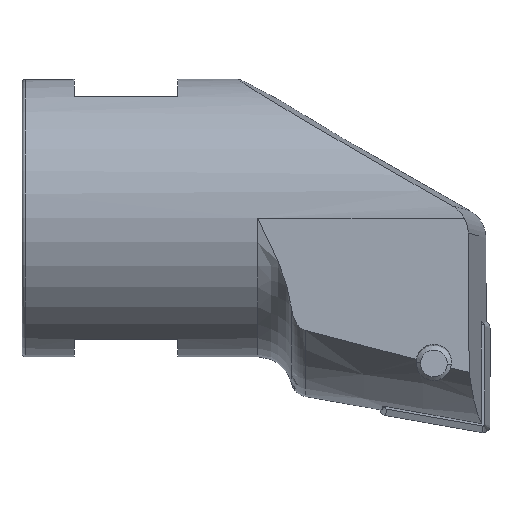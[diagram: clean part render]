
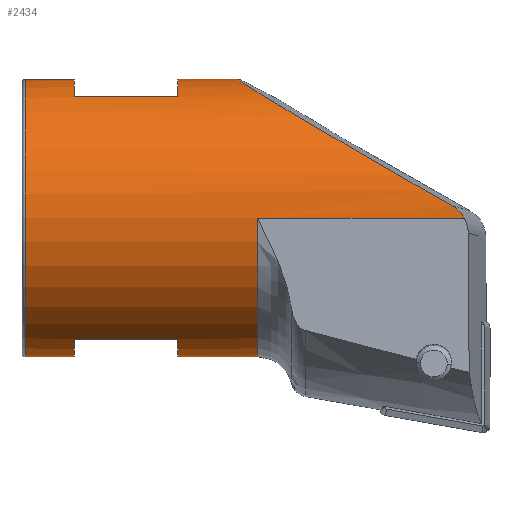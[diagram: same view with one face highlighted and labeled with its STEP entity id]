
A CAD part, front view. The second image highlights one B-rep face of the part: STEP entity #2434.
In plain terms, the highlighted cylindrical face has radius 8 mm (diameter 16 mm), a partial arc.
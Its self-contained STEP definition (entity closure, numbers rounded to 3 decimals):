
#39 = CARTESIAN_POINT ( 'NONE',  ( -26.8, 0., 20.375 ) ) ;
#61 = VECTOR ( 'NONE', #1199, 1000. ) ;
#67 = LINE ( 'NONE', #1948, #61 ) ;
#77 = ORIENTED_EDGE ( 'NONE', *, *, #2829, .T. ) ;
#100 = CARTESIAN_POINT ( 'NONE',  ( -1.661, -7.996, 12.652 ) ) ;
#115 = DIRECTION ( 'NONE',  ( 0., 0., 1. ) ) ;
#121 = CARTESIAN_POINT ( 'NONE',  ( -14.51, 0., 20.375 ) ) ;
#146 = DIRECTION ( 'NONE',  ( -1., 0., 0. ) ) ;
#246 = EDGE_CURVE ( 'NONE', #2745, #690, #67, .T. ) ;
#255 = CIRCLE ( 'NONE', #2365, 8. ) ;
#297 = CARTESIAN_POINT ( 'NONE',  ( -1.562, -8., 12.521 ) ) ;
#334 = CARTESIAN_POINT ( 'NONE',  ( -13.4, 0., 4.375 ) ) ;
#384 = LINE ( 'NONE', #3079, #3100 ) ;
#494 = VECTOR ( 'NONE', #1003, 1000. ) ;
#526 = DIRECTION ( 'NONE',  ( 0., 0., -1. ) ) ;
#654 = LINE ( 'NONE', #2272, #3595 ) ;
#657 = DIRECTION ( 'NONE',  ( -1., 0., 0. ) ) ;
#688 = CARTESIAN_POINT ( 'NONE',  ( -24., -3.873, 19.375 ) ) ;
#690 = VERTEX_POINT ( 'NONE', #1771 ) ;
#705 = ORIENTED_EDGE ( 'NONE', *, *, #2169, .F. ) ;
#802 = DIRECTION ( 'NONE',  ( 1., 0., 0. ) ) ;
#804 = ORIENTED_EDGE ( 'NONE', *, *, #3937, .T. ) ;
#810 = AXIS2_PLACEMENT_3D ( 'NONE', #1559, #802, #3094 ) ;
#887 = CARTESIAN_POINT ( 'NONE',  ( -2.169, -7.97, 13.072 ) ) ;
#898 = VERTEX_POINT ( 'NONE', #4555 ) ;
#915 = CARTESIAN_POINT ( 'NONE',  ( -2.169, -7.97, 13.072 ) ) ;
#918 = CARTESIAN_POINT ( 'NONE',  ( -9.791, -7.589, 17.424 ) ) ;
#930 = ORIENTED_EDGE ( 'NONE', *, *, #246, .T. ) ;
#975 = CARTESIAN_POINT ( 'NONE',  ( -23.678, -8., 12.375 ) ) ;
#991 = CARTESIAN_POINT ( 'NONE',  ( -13.4, 0., 12.375 ) ) ;
#1003 = DIRECTION ( 'NONE',  ( -1., 0., 0. ) ) ;
#1016 = CARTESIAN_POINT ( 'NONE',  ( -14.778, -4.368, 20.375 ) ) ;
#1030 = CARTESIAN_POINT ( 'NONE',  ( -14.51, 0., 20.375 ) ) ;
#1047 = CARTESIAN_POINT ( 'NONE',  ( -13.4, -8., 12.375 ) ) ;
#1063 = ORIENTED_EDGE ( 'NONE', *, *, #1727, .T. ) ;
#1087 = ORIENTED_EDGE ( 'NONE', *, *, #2084, .T. ) ;
#1152 = VECTOR ( 'NONE', #3213, 1000. ) ;
#1199 = DIRECTION ( 'NONE',  ( -1., 0., 0. ) ) ;
#1278 = VERTEX_POINT ( 'NONE', #3432 ) ;
#1397 = CARTESIAN_POINT ( 'NONE',  ( -18., 0., 12.375 ) ) ;
#1402 = CIRCLE ( 'NONE', #4533, 8. ) ;
#1414 = VECTOR ( 'NONE', #1899, 1000. ) ;
#1489 = VECTOR ( 'NONE', #3241, 1000. ) ;
#1559 = CARTESIAN_POINT ( 'NONE',  ( -24., 0., 12.375 ) ) ;
#1654 = DIRECTION ( 'NONE',  ( -1., 0., 0. ) ) ;
#1726 = CIRCLE ( 'NONE', #3756, 8. ) ;
#1727 = EDGE_CURVE ( 'NONE', #3097, #1745, #4720, .T. ) ;
#1745 = VERTEX_POINT ( 'NONE', #1047 ) ;
#1757 = CARTESIAN_POINT ( 'NONE',  ( -28.597, 0., 12.375 ) ) ;
#1766 = DIRECTION ( 'NONE',  ( -1., 0., 0. ) ) ;
#1771 = CARTESIAN_POINT ( 'NONE',  ( -18., 0., 20.375 ) ) ;
#1795 = DIRECTION ( 'NONE',  ( 0., 0., 1. ) ) ;
#1814 = VERTEX_POINT ( 'NONE', #3966 ) ;
#1816 = B_SPLINE_CURVE_WITH_KNOTS ( 'NONE', 3,
 ( #3758, #297, #100, #3749, #3742, #3731 ),
 .UNSPECIFIED., .F., .F.,
 ( 4, 2, 4 ),
 ( 0., 0., 0.001 ),
 .UNSPECIFIED. ) ;
#1824 = VERTEX_POINT ( 'NONE', #39 ) ;
#1899 = DIRECTION ( 'NONE',  ( -1., 0., 0. ) ) ;
#1906 = CARTESIAN_POINT ( 'NONE',  ( -28.597, 0., 20.375 ) ) ;
#1922 = DIRECTION ( 'NONE',  ( -1., 0., 0. ) ) ;
#1948 = CARTESIAN_POINT ( 'NONE',  ( -28.597, 0., 20.375 ) ) ;
#2084 = EDGE_CURVE ( 'NONE', #3638, #4109, #1816, .T. ) ;
#2143 = ORIENTED_EDGE ( 'NONE', *, *, #3071, .F. ) ;
#2169 = EDGE_CURVE ( 'NONE', #3608, #3448, #2703, .T. ) ;
#2235 = LINE ( 'NONE', #3240, #1152 ) ;
#2272 = CARTESIAN_POINT ( 'NONE',  ( -28.597, 0., 4.375 ) ) ;
#2365 = AXIS2_PLACEMENT_3D ( 'NONE', #1397, #657, #115 ) ;
#2410 = EDGE_CURVE ( 'NONE', #898, #1824, #4554, .T. ) ;
#2434 = ADVANCED_FACE ( 'NONE', ( #4305 ), #3191, .T. ) ;
#2584 = AXIS2_PLACEMENT_3D ( 'NONE', #1757, #1766, #1795 ) ;
#2587 = DIRECTION ( 'NONE',  ( 0., 0., 1. ) ) ;
#2615 = ORIENTED_EDGE ( 'NONE', *, *, #3106, .T. ) ;
#2620 = EDGE_CURVE ( 'NONE', #3638, #1745, #3484, .T. ) ;
#2643 = AXIS2_PLACEMENT_3D ( 'NONE', #2854, #2781, #526 ) ;
#2703 = LINE ( 'NONE', #3311, #1489 ) ;
#2728 = DIRECTION ( 'NONE',  ( 0., 0., 1. ) ) ;
#2745 = VERTEX_POINT ( 'NONE', #121 ) ;
#2781 = DIRECTION ( 'NONE',  ( 1., 0., 0. ) ) ;
#2829 = EDGE_CURVE ( 'NONE', #3608, #1814, #1402, .T. ) ;
#2854 = CARTESIAN_POINT ( 'NONE',  ( -26.8, 0., 12.375 ) ) ;
#2880 = CARTESIAN_POINT ( 'NONE',  ( -18., 0., 4.375 ) ) ;
#2964 = EDGE_CURVE ( 'NONE', #898, #3537, #3177, .T. ) ;
#3063 = DIRECTION ( 'NONE',  ( 1., 0., 0. ) ) ;
#3071 = EDGE_CURVE ( 'NONE', #1278, #690, #255, .T. ) ;
#3079 = CARTESIAN_POINT ( 'NONE',  ( -28.597, -3.873, 19.375 ) ) ;
#3094 = DIRECTION ( 'NONE',  ( 0., 0., -1. ) ) ;
#3097 = VERTEX_POINT ( 'NONE', #334 ) ;
#3100 = VECTOR ( 'NONE', #3063, 1000. ) ;
#3106 = EDGE_CURVE ( 'NONE', #1824, #3448, #3716, .T. ) ;
#3153 = VERTEX_POINT ( 'NONE', #2880 ) ;
#3177 = CIRCLE ( 'NONE', #810, 8. ) ;
#3180 = EDGE_CURVE ( 'NONE', #3097, #3153, #654, .T. ) ;
#3191 = CYLINDRICAL_SURFACE ( 'NONE', #2584, 8. ) ;
#3209 = ORIENTED_EDGE ( 'NONE', *, *, #3831, .F. ) ;
#3213 = DIRECTION ( 'NONE',  ( 1., 0., 0. ) ) ;
#3225 = ORIENTED_EDGE ( 'NONE', *, *, #4641, .F. ) ;
#3241 = DIRECTION ( 'NONE',  ( -1., 0., 0. ) ) ;
#3240 = CARTESIAN_POINT ( 'NONE',  ( -28.597, -3.873, 5.375 ) ) ;
#3311 = CARTESIAN_POINT ( 'NONE',  ( -28.597, 0., 4.375 ) ) ;
#3337 = CARTESIAN_POINT ( 'NONE',  ( -18., -3.873, 5.375 ) ) ;
#3354 = ORIENTED_EDGE ( 'NONE', *, *, #2964, .F. ) ;
#3432 = CARTESIAN_POINT ( 'NONE',  ( -18., -3.873, 19.375 ) ) ;
#3448 = VERTEX_POINT ( 'NONE', #3520 ) ;
#3484 = LINE ( 'NONE', #975, #494 ) ;
#3513 = DIRECTION ( 'NONE',  ( 0., 0., -1. ) ) ;
#3520 = CARTESIAN_POINT ( 'NONE',  ( -26.8, 0., 4.375 ) ) ;
#3537 = VERTEX_POINT ( 'NONE', #688 ) ;
#3595 = VECTOR ( 'NONE', #1922, 1000. ) ;
#3605 = ORIENTED_EDGE ( 'NONE', *, *, #2410, .T. ) ;
#3608 = VERTEX_POINT ( 'NONE', #4596 ) ;
#3638 = VERTEX_POINT ( 'NONE', #4332 ) ;
#3643 = CARTESIAN_POINT ( 'NONE',  ( -24., 0., 12.375 ) ) ;
#3644 = ORIENTED_EDGE ( 'NONE', *, *, #3700, .T. ) ;
#3656 = ORIENTED_EDGE ( 'NONE', *, *, #3180, .F. ) ;
#3666 = CARTESIAN_POINT ( 'NONE',  ( -18., 0., 12.375 ) ) ;
#3674 = DIRECTION ( 'NONE',  ( 1., 0., 0. ) ) ;
#3700 = EDGE_CURVE ( 'NONE', #1814, #4561, #2235, .T. ) ;
#3716 = CIRCLE ( 'NONE', #2643, 8. ) ;
#3731 = CARTESIAN_POINT ( 'NONE',  ( -2.169, -7.97, 13.072 ) ) ;
#3742 = CARTESIAN_POINT ( 'NONE',  ( -2.025, -7.977, 12.989 ) ) ;
#3749 = CARTESIAN_POINT ( 'NONE',  ( -1.892, -7.984, 12.887 ) ) ;
#3756 = AXIS2_PLACEMENT_3D ( 'NONE', #3666, #3674, #3513 ) ;
#3758 = CARTESIAN_POINT ( 'NONE',  ( -1.482, -8., 12.375 ) ) ;
#3769 =( BOUNDED_CURVE ( )  B_SPLINE_CURVE ( 3, ( #1030, #1016, #918, #915 ),
 .UNSPECIFIED., .F., .T. ) 
 B_SPLINE_CURVE_WITH_KNOTS ( ( 4, 4 ),
 ( 6.248, 7.732 ),
 .UNSPECIFIED. ) 
 CURVE ( )  GEOMETRIC_REPRESENTATION_ITEM ( )  RATIONAL_B_SPLINE_CURVE ( ( 1., 0.825, 0.825, 1. ) ) 
 REPRESENTATION_ITEM ( '' )  );
#3831 = EDGE_CURVE ( 'NONE', #2745, #4109, #3769, .T. ) ;
#3838 = AXIS2_PLACEMENT_3D ( 'NONE', #991, #1654, #2728 ) ;
#3913 = ORIENTED_EDGE ( 'NONE', *, *, #2620, .F. ) ;
#3937 = EDGE_CURVE ( 'NONE', #4561, #3153, #1726, .T. ) ;
#3966 = CARTESIAN_POINT ( 'NONE',  ( -24., -3.873, 5.375 ) ) ;
#4022 = EDGE_LOOP ( 'NONE', ( #3656, #1063, #3913, #1087, #3209, #930, #2143, #3225, #3354, #3605, #2615, #705, #77, #3644, #804 ) ) ;
#4109 = VERTEX_POINT ( 'NONE', #887 ) ;
#4305 = FACE_OUTER_BOUND ( 'NONE', #4022, .T. ) ;
#4332 = CARTESIAN_POINT ( 'NONE',  ( -1.482, -8., 12.375 ) ) ;
#4533 = AXIS2_PLACEMENT_3D ( 'NONE', #3643, #146, #2587 ) ;
#4554 = LINE ( 'NONE', #1906, #1414 ) ;
#4555 = CARTESIAN_POINT ( 'NONE',  ( -24., 0., 20.375 ) ) ;
#4561 = VERTEX_POINT ( 'NONE', #3337 ) ;
#4596 = CARTESIAN_POINT ( 'NONE',  ( -24., 0., 4.375 ) ) ;
#4641 = EDGE_CURVE ( 'NONE', #3537, #1278, #384, .T. ) ;
#4720 = CIRCLE ( 'NONE', #3838, 8. ) ;
